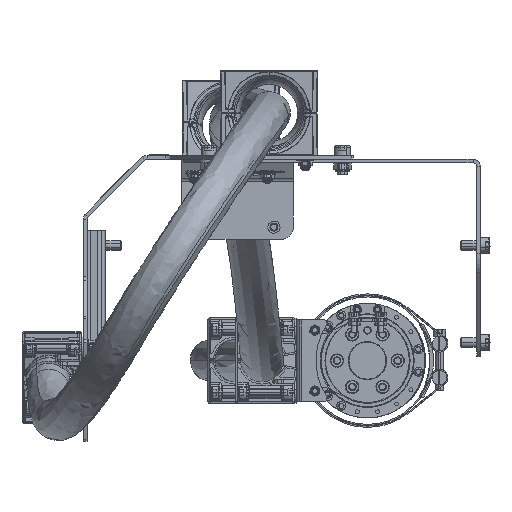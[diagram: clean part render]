
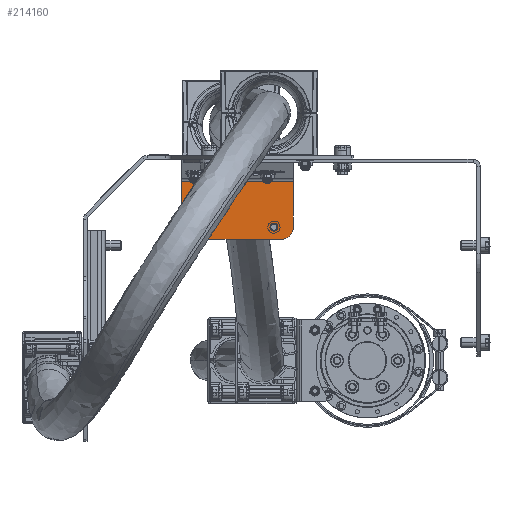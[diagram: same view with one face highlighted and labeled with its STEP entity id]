
A CAD part, left-side view. The second image highlights one B-rep face of the part: STEP entity #214160.
In plain terms, the highlighted planar face has unit normal (-1, 0, 0).
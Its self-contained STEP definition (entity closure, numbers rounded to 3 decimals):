
#8154 = CARTESIAN_POINT ( 'NONE',  ( 423., 71., 1875.013 ) ) ;
#8231 = DIRECTION ( 'NONE',  ( -1., 0., 0. ) ) ;
#8636 = CIRCLE ( 'NONE', #42194, 3.3 ) ;
#9793 = AXIS2_PLACEMENT_3D ( 'NONE', #143769, #18451, #21889 ) ;
#10602 = LINE ( 'NONE', #220209, #46647 ) ;
#13475 = EDGE_LOOP ( 'NONE', ( #209440, #98819, #26658, #154456, #103666, #105511 ) ) ;
#16013 = VECTOR ( 'NONE', #135555, 1000. ) ;
#16778 = LINE ( 'NONE', #140909, #117026 ) ;
#18451 = DIRECTION ( 'NONE',  ( -1., 0., 0. ) ) ;
#20964 = EDGE_CURVE ( 'NONE', #226151, #158882, #114270, .T. ) ;
#21889 = DIRECTION ( 'NONE',  ( 0., 0., 1. ) ) ;
#26658 = ORIENTED_EDGE ( 'NONE', *, *, #122281, .F. ) ;
#28255 = CARTESIAN_POINT ( 'NONE',  ( 423., 80.3, 1875. ) ) ;
#31910 = FACE_BOUND ( 'NONE', #38098, .T. ) ;
#33675 = VERTEX_POINT ( 'NONE', #64203 ) ;
#34536 = AXIS2_PLACEMENT_3D ( 'NONE', #8154, #79556, #98277 ) ;
#37780 = EDGE_CURVE ( 'NONE', #207016, #226151, #16778, .T. ) ;
#38087 = VECTOR ( 'NONE', #116573, 1000. ) ;
#38098 = EDGE_LOOP ( 'NONE', ( #179314, #67211 ) ) ;
#40213 = CARTESIAN_POINT ( 'NONE',  ( 423., 153., 1875.013 ) ) ;
#42194 = AXIS2_PLACEMENT_3D ( 'NONE', #69949, #67648, #106231 ) ;
#46647 = VECTOR ( 'NONE', #150033, 1000. ) ;
#46692 = CIRCLE ( 'NONE', #222378, 3.3 ) ;
#50172 = ORIENTED_EDGE ( 'NONE', *, *, #222684, .F. ) ;
#50610 = DIRECTION ( 'NONE',  ( -1., 0., 0. ) ) ;
#58590 = DIRECTION ( 'NONE',  ( 0., 0., 1. ) ) ;
#59710 = CARTESIAN_POINT ( 'NONE',  ( 423., 73.7, 1875. ) ) ;
#61625 = EDGE_CURVE ( 'NONE', #70532, #33675, #8636, .T. ) ;
#64203 = CARTESIAN_POINT ( 'NONE',  ( 423., 140.3, 1875. ) ) ;
#67211 = ORIENTED_EDGE ( 'NONE', *, *, #61625, .F. ) ;
#67648 = DIRECTION ( 'NONE',  ( -1., 0., 0. ) ) ;
#67934 = AXIS2_PLACEMENT_3D ( 'NONE', #169829, #8231, #58590 ) ;
#68077 = EDGE_CURVE ( 'NONE', #33675, #70532, #46692, .T. ) ;
#69949 = CARTESIAN_POINT ( 'NONE',  ( 423., 137., 1875. ) ) ;
#70381 = EDGE_CURVE ( 'NONE', #170080, #219753, #99522, .T. ) ;
#70532 = VERTEX_POINT ( 'NONE', #170551 ) ;
#79556 = DIRECTION ( 'NONE',  ( -1., 0., 0. ) ) ;
#91777 = ORIENTED_EDGE ( 'NONE', *, *, #70381, .F. ) ;
#98277 = DIRECTION ( 'NONE',  ( 0., 0., 1. ) ) ;
#98819 = ORIENTED_EDGE ( 'NONE', *, *, #142784, .T. ) ;
#99522 = CIRCLE ( 'NONE', #9793, 3.3 ) ;
#101501 = CIRCLE ( 'NONE', #67934, 10. ) ;
#103079 = AXIS2_PLACEMENT_3D ( 'NONE', #157218, #50610, #228605 ) ;
#103666 = ORIENTED_EDGE ( 'NONE', *, *, #37780, .F. ) ;
#105511 = ORIENTED_EDGE ( 'NONE', *, *, #114509, .T. ) ;
#106231 = DIRECTION ( 'NONE',  ( 0., 0., 1. ) ) ;
#109004 = AXIS2_PLACEMENT_3D ( 'NONE', #112586, #146635, #187498 ) ;
#112586 = CARTESIAN_POINT ( 'NONE',  ( 423., 77., 1875. ) ) ;
#114270 = LINE ( 'NONE', #167018, #38087 ) ;
#114509 = EDGE_CURVE ( 'NONE', #207016, #153846, #101501, .T. ) ;
#115335 = CARTESIAN_POINT ( 'NONE',  ( 423., 153., 1912.496 ) ) ;
#116573 = DIRECTION ( 'NONE',  ( 0., -1., 0. ) ) ;
#117026 = VECTOR ( 'NONE', #174871, 1000. ) ;
#119203 = EDGE_LOOP ( 'NONE', ( #50172, #91777 ) ) ;
#120267 = LINE ( 'NONE', #170706, #16013 ) ;
#122281 = EDGE_CURVE ( 'NONE', #158882, #199722, #10602, .T. ) ;
#124543 = VERTEX_POINT ( 'NONE', #213654 ) ;
#124920 = CARTESIAN_POINT ( 'NONE',  ( 423., 137., 1875. ) ) ;
#131438 = CIRCLE ( 'NONE', #109004, 3.3 ) ;
#135555 = DIRECTION ( 'NONE',  ( 0., 1., 0. ) ) ;
#138484 = FACE_OUTER_BOUND ( 'NONE', #13475, .T. ) ;
#140909 = CARTESIAN_POINT ( 'NONE',  ( 423., 153., 1933.261 ) ) ;
#142784 = EDGE_CURVE ( 'NONE', #124543, #199722, #184111, .T. ) ;
#143769 = CARTESIAN_POINT ( 'NONE',  ( 423., 77., 1875. ) ) ;
#146635 = DIRECTION ( 'NONE',  ( -1., 0., 0. ) ) ;
#150033 = DIRECTION ( 'NONE',  ( 0., 0., -1. ) ) ;
#153846 = VERTEX_POINT ( 'NONE', #159139 ) ;
#154456 = ORIENTED_EDGE ( 'NONE', *, *, #20964, .F. ) ;
#157218 = CARTESIAN_POINT ( 'NONE',  ( 423., 34., 1933.261 ) ) ;
#158882 = VERTEX_POINT ( 'NONE', #196747 ) ;
#159139 = CARTESIAN_POINT ( 'NONE',  ( 423., 143., 1865.013 ) ) ;
#167018 = CARTESIAN_POINT ( 'NONE',  ( 423., 172., 1912.496 ) ) ;
#169829 = CARTESIAN_POINT ( 'NONE',  ( 423., 143., 1875.013 ) ) ;
#170080 = VERTEX_POINT ( 'NONE', #59710 ) ;
#170551 = CARTESIAN_POINT ( 'NONE',  ( 423., 133.7, 1875. ) ) ;
#170706 = CARTESIAN_POINT ( 'NONE',  ( 423., 34., 1865.013 ) ) ;
#171827 = EDGE_CURVE ( 'NONE', #124543, #153846, #120267, .T. ) ;
#174871 = DIRECTION ( 'NONE',  ( 0., 0., 1. ) ) ;
#179314 = ORIENTED_EDGE ( 'NONE', *, *, #68077, .F. ) ;
#184111 = CIRCLE ( 'NONE', #34536, 10. ) ;
#187498 = DIRECTION ( 'NONE',  ( 0., 0., 1. ) ) ;
#193454 = PLANE ( 'NONE',  #103079 ) ;
#196327 = DIRECTION ( 'NONE',  ( 0., 0., 1. ) ) ;
#196747 = CARTESIAN_POINT ( 'NONE',  ( 423., 61., 1912.496 ) ) ;
#199722 = VERTEX_POINT ( 'NONE', #224653 ) ;
#207016 = VERTEX_POINT ( 'NONE', #40213 ) ;
#209440 = ORIENTED_EDGE ( 'NONE', *, *, #171827, .F. ) ;
#210989 = FACE_BOUND ( 'NONE', #119203, .T. ) ;
#213654 = CARTESIAN_POINT ( 'NONE',  ( 423., 71., 1865.013 ) ) ;
#214160 = ADVANCED_FACE ( 'NONE', ( #138484, #31910, #210989 ), #193454, .T. ) ;
#219753 = VERTEX_POINT ( 'NONE', #28255 ) ;
#220209 = CARTESIAN_POINT ( 'NONE',  ( 423., 61., 1933.261 ) ) ;
#222378 = AXIS2_PLACEMENT_3D ( 'NONE', #124920, #230330, #196327 ) ;
#222684 = EDGE_CURVE ( 'NONE', #219753, #170080, #131438, .T. ) ;
#224653 = CARTESIAN_POINT ( 'NONE',  ( 423., 61., 1875.013 ) ) ;
#226151 = VERTEX_POINT ( 'NONE', #115335 ) ;
#228605 = DIRECTION ( 'NONE',  ( 0., 0., 1. ) ) ;
#230330 = DIRECTION ( 'NONE',  ( -1., 0., 0. ) ) ;
